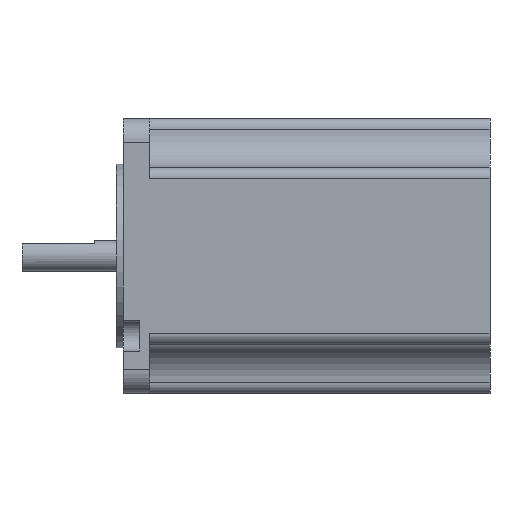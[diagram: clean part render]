
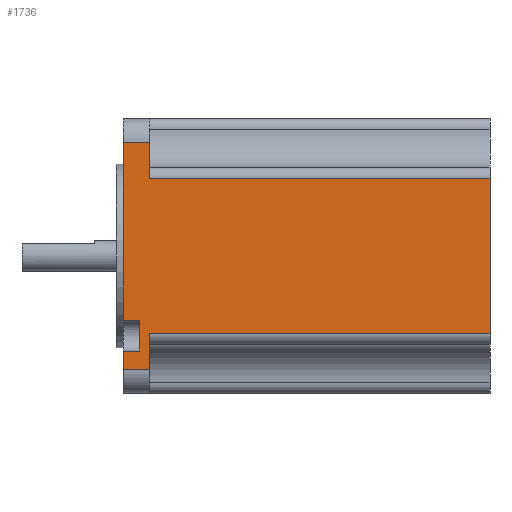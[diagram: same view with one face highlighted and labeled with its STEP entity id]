
A CAD part, left-side view. The second image highlights one B-rep face of the part: STEP entity #1736.
In plain terms, the highlighted planar face has unit normal (-1, 0, 0).
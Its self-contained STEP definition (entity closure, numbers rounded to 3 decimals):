
#39 = DIRECTION ( 'NONE',  ( 0., 1., 0. ) ) ;
#53 = DIRECTION ( 'NONE',  ( -1., 0., 0. ) ) ;
#84 = EDGE_CURVE ( 'NONE', #1035, #320, #445, .T. ) ;
#103 = EDGE_LOOP ( 'NONE', ( #1924, #109, #1443, #2252, #267, #2045, #1113, #254, #1847, #1776, #407, #1484 ) ) ;
#109 = ORIENTED_EDGE ( 'NONE', *, *, #160, .F. ) ;
#112 = DIRECTION ( 'NONE',  ( 0., 0., -1. ) ) ;
#151 = VERTEX_POINT ( 'NONE', #2174 ) ;
#160 = EDGE_CURVE ( 'NONE', #552, #1080, #1258, .T. ) ;
#213 = PLANE ( 'NONE',  #1307 ) ;
#243 = CARTESIAN_POINT ( 'NONE',  ( 0., -5.5, -12.4 ) ) ;
#254 = ORIENTED_EDGE ( 'NONE', *, *, #2128, .F. ) ;
#263 = LINE ( 'NONE', #478, #1717 ) ;
#267 = ORIENTED_EDGE ( 'NONE', *, *, #84, .T. ) ;
#285 = CARTESIAN_POINT ( 'NONE',  ( 0., -5.5, -12.4 ) ) ;
#289 = CARTESIAN_POINT ( 'NONE',  ( 0., -5.5, -44.6 ) ) ;
#290 = DIRECTION ( 'NONE',  ( 0., 0., 1. ) ) ;
#298 = DIRECTION ( 'NONE',  ( 0., -1., 0. ) ) ;
#320 = VERTEX_POINT ( 'NONE', #1505 ) ;
#381 = CARTESIAN_POINT ( 'NONE',  ( 0., -5.5, -57. ) ) ;
#407 = ORIENTED_EDGE ( 'NONE', *, *, #1501, .F. ) ;
#422 = EDGE_CURVE ( 'NONE', #1035, #1309, #652, .T. ) ;
#427 = VECTOR ( 'NONE', #1122, 1000. ) ;
#445 = LINE ( 'NONE', #1721, #1355 ) ;
#478 = CARTESIAN_POINT ( 'NONE',  ( 0., -3.4, -48.2 ) ) ;
#488 = DIRECTION ( 'NONE',  ( 0., -1., 0. ) ) ;
#507 = CARTESIAN_POINT ( 'NONE',  ( 0., -76., -12.4 ) ) ;
#514 = CARTESIAN_POINT ( 'NONE',  ( 0., 0., -48.2 ) ) ;
#528 = EDGE_CURVE ( 'NONE', #893, #320, #641, .T. ) ;
#532 = VERTEX_POINT ( 'NONE', #803 ) ;
#552 = VERTEX_POINT ( 'NONE', #507 ) ;
#631 = FACE_OUTER_BOUND ( 'NONE', #103, .T. ) ;
#641 = LINE ( 'NONE', #1174, #836 ) ;
#652 = LINE ( 'NONE', #1017, #1202 ) ;
#664 = DIRECTION ( 'NONE',  ( 0., 1., 0. ) ) ;
#672 = EDGE_CURVE ( 'NONE', #532, #893, #2349, .T. ) ;
#692 = CARTESIAN_POINT ( 'NONE',  ( 0., -76., 0. ) ) ;
#698 = LINE ( 'NONE', #289, #1395 ) ;
#709 = VECTOR ( 'NONE', #1879, 1000. ) ;
#790 = VECTOR ( 'NONE', #863, 1000. ) ;
#803 = CARTESIAN_POINT ( 'NONE',  ( 0., -3.4, -41.8 ) ) ;
#818 = DIRECTION ( 'NONE',  ( 0., 0., 1. ) ) ;
#835 = LINE ( 'NONE', #285, #2317 ) ;
#836 = VECTOR ( 'NONE', #2123, 1000. ) ;
#863 = DIRECTION ( 'NONE',  ( 0., 0., 1. ) ) ;
#873 = CARTESIAN_POINT ( 'NONE',  ( 0., -3.4, -41.8 ) ) ;
#876 = CARTESIAN_POINT ( 'NONE',  ( 0., 0., 0. ) ) ;
#893 = VERTEX_POINT ( 'NONE', #1952 ) ;
#927 = VECTOR ( 'NONE', #664, 1000. ) ;
#965 = LINE ( 'NONE', #1517, #427 ) ;
#1007 = EDGE_CURVE ( 'NONE', #2148, #1080, #698, .T. ) ;
#1017 = CARTESIAN_POINT ( 'NONE',  ( 0., -5.5, -12.4 ) ) ;
#1035 = VERTEX_POINT ( 'NONE', #1835 ) ;
#1037 = CARTESIAN_POINT ( 'NONE',  ( 0., -3.4, -48.2 ) ) ;
#1051 = VERTEX_POINT ( 'NONE', #514 ) ;
#1080 = VERTEX_POINT ( 'NONE', #2167 ) ;
#1113 = ORIENTED_EDGE ( 'NONE', *, *, #672, .F. ) ;
#1122 = DIRECTION ( 'NONE',  ( 0., 1., 0. ) ) ;
#1135 = VERTEX_POINT ( 'NONE', #1285 ) ;
#1174 = CARTESIAN_POINT ( 'NONE',  ( 0., 0., 0. ) ) ;
#1189 = VECTOR ( 'NONE', #112, 1000. ) ;
#1202 = VECTOR ( 'NONE', #1740, 1000. ) ;
#1258 = LINE ( 'NONE', #692, #1189 ) ;
#1285 = CARTESIAN_POINT ( 'NONE',  ( 0., -5.5, -52.07 ) ) ;
#1307 = AXIS2_PLACEMENT_3D ( 'NONE', #1730, #53, #818 ) ;
#1309 = VERTEX_POINT ( 'NONE', #243 ) ;
#1354 = CARTESIAN_POINT ( 'NONE',  ( 0., -5.5, -44.6 ) ) ;
#1355 = VECTOR ( 'NONE', #39, 1000. ) ;
#1374 = EDGE_CURVE ( 'NONE', #1309, #552, #835, .T. ) ;
#1395 = VECTOR ( 'NONE', #488, 1000. ) ;
#1443 = ORIENTED_EDGE ( 'NONE', *, *, #1374, .F. ) ;
#1484 = ORIENTED_EDGE ( 'NONE', *, *, #2017, .F. ) ;
#1501 = EDGE_CURVE ( 'NONE', #1135, #151, #965, .T. ) ;
#1505 = CARTESIAN_POINT ( 'NONE',  ( 0., 0., -4.93 ) ) ;
#1517 = CARTESIAN_POINT ( 'NONE',  ( 0., -6., -52.07 ) ) ;
#1545 = LINE ( 'NONE', #1037, #2419 ) ;
#1717 = VECTOR ( 'NONE', #290, 1000. ) ;
#1721 = CARTESIAN_POINT ( 'NONE',  ( 0., -6., -4.93 ) ) ;
#1730 = CARTESIAN_POINT ( 'NONE',  ( 0., -113., 0. ) ) ;
#1736 = ADVANCED_FACE ( 'NONE', ( #631 ), #213, .T. ) ;
#1740 = DIRECTION ( 'NONE',  ( 0., 0., -1. ) ) ;
#1776 = ORIENTED_EDGE ( 'NONE', *, *, #1853, .F. ) ;
#1835 = CARTESIAN_POINT ( 'NONE',  ( 0., -5.5, -4.93 ) ) ;
#1847 = ORIENTED_EDGE ( 'NONE', *, *, #2212, .T. ) ;
#1853 = EDGE_CURVE ( 'NONE', #151, #1051, #2008, .T. ) ;
#1879 = DIRECTION ( 'NONE',  ( 0., 0., -1. ) ) ;
#1898 = DIRECTION ( 'NONE',  ( 0., 1., 0. ) ) ;
#1920 = VERTEX_POINT ( 'NONE', #1960 ) ;
#1924 = ORIENTED_EDGE ( 'NONE', *, *, #1007, .T. ) ;
#1952 = CARTESIAN_POINT ( 'NONE',  ( 0., 0., -41.8 ) ) ;
#1960 = CARTESIAN_POINT ( 'NONE',  ( 0., -3.4, -48.2 ) ) ;
#2008 = LINE ( 'NONE', #876, #790 ) ;
#2017 = EDGE_CURVE ( 'NONE', #2148, #1135, #2218, .T. ) ;
#2045 = ORIENTED_EDGE ( 'NONE', *, *, #528, .F. ) ;
#2123 = DIRECTION ( 'NONE',  ( 0., 0., 1. ) ) ;
#2128 = EDGE_CURVE ( 'NONE', #1920, #532, #263, .T. ) ;
#2148 = VERTEX_POINT ( 'NONE', #1354 ) ;
#2167 = CARTESIAN_POINT ( 'NONE',  ( 0., -76., -44.6 ) ) ;
#2174 = CARTESIAN_POINT ( 'NONE',  ( 0., 0., -52.07 ) ) ;
#2212 = EDGE_CURVE ( 'NONE', #1920, #1051, #1545, .T. ) ;
#2218 = LINE ( 'NONE', #381, #709 ) ;
#2252 = ORIENTED_EDGE ( 'NONE', *, *, #422, .F. ) ;
#2317 = VECTOR ( 'NONE', #298, 1000. ) ;
#2349 = LINE ( 'NONE', #873, #927 ) ;
#2419 = VECTOR ( 'NONE', #1898, 1000. ) ;
